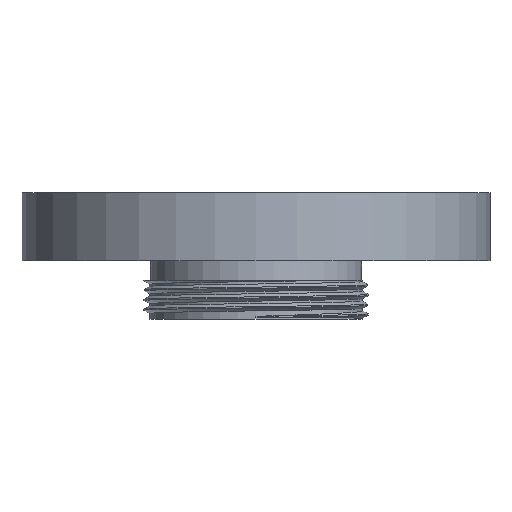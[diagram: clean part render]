
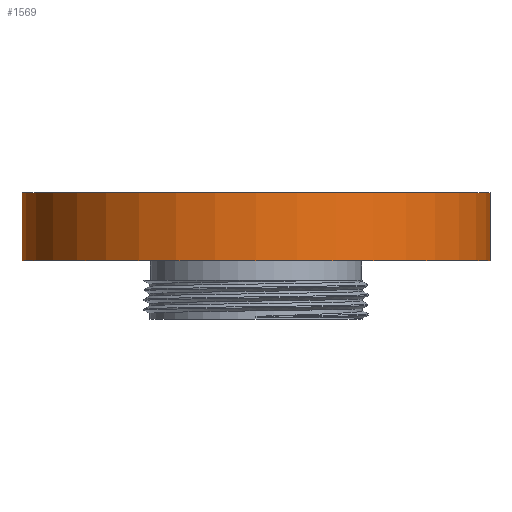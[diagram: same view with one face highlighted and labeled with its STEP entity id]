
A CAD part, front view. The second image highlights one B-rep face of the part: STEP entity #1569.
In plain terms, the highlighted cylindrical face has radius 12 mm (diameter 24 mm), a full revolution.
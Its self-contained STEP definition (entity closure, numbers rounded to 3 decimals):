
#1569 = ADVANCED_FACE('',(#1570),#1583,.T.);
#1570 = FACE_BOUND('',#1571,.F.);
#1571 = EDGE_LOOP('',(#1572,#1606,#1629,#1656));
#1572 = ORIENTED_EDGE('',*,*,#1573,.T.);
#1573 = EDGE_CURVE('',#1574,#1574,#1576,.T.);
#1574 = VERTEX_POINT('',#1575);
#1575 = CARTESIAN_POINT('',(12.,0.,3.));
#1576 = SURFACE_CURVE('',#1577,(#1582,#1594),.PCURVE_S1.);
#1577 = CIRCLE('',#1578,12.);
#1578 = AXIS2_PLACEMENT_3D('',#1579,#1580,#1581);
#1579 = CARTESIAN_POINT('',(0.,0.,3.));
#1580 = DIRECTION('',(0.,0.,-1.));
#1581 = DIRECTION('',(1.,0.,0.));
#1582 = PCURVE('',#1583,#1588);
#1583 = CYLINDRICAL_SURFACE('',#1584,12.);
#1584 = AXIS2_PLACEMENT_3D('',#1585,#1586,#1587);
#1585 = CARTESIAN_POINT('',(0.,0.,0.));
#1586 = DIRECTION('',(-0.,-0.,-1.));
#1587 = DIRECTION('',(1.,0.,0.));
#1588 = DEFINITIONAL_REPRESENTATION('',(#1589),#1593);
#1589 = LINE('',#1590,#1591);
#1590 = CARTESIAN_POINT('',(-6.283,-3.));
#1591 = VECTOR('',#1592,1.);
#1592 = DIRECTION('',(1.,-0.));
#1593 = ( GEOMETRIC_REPRESENTATION_CONTEXT(2) 
PARAMETRIC_REPRESENTATION_CONTEXT() REPRESENTATION_CONTEXT('2D SPACE',''
  ) );
#1594 = PCURVE('',#1595,#1600);
#1595 = PLANE('',#1596);
#1596 = AXIS2_PLACEMENT_3D('',#1597,#1598,#1599);
#1597 = CARTESIAN_POINT('',(0.,0.,3.));
#1598 = DIRECTION('',(-0.,-0.,-1.));
#1599 = DIRECTION('',(-1.,0.,0.));
#1600 = DEFINITIONAL_REPRESENTATION('',(#1601),#1605);
#1601 = CIRCLE('',#1602,12.);
#1602 = AXIS2_PLACEMENT_2D('',#1603,#1604);
#1603 = CARTESIAN_POINT('',(0.,0.));
#1604 = DIRECTION('',(-1.,0.));
#1605 = ( GEOMETRIC_REPRESENTATION_CONTEXT(2) 
PARAMETRIC_REPRESENTATION_CONTEXT() REPRESENTATION_CONTEXT('2D SPACE',''
  ) );
#1606 = ORIENTED_EDGE('',*,*,#1607,.T.);
#1607 = EDGE_CURVE('',#1574,#1608,#1610,.T.);
#1608 = VERTEX_POINT('',#1609);
#1609 = CARTESIAN_POINT('',(12.,0.,6.5));
#1610 = SEAM_CURVE('',#1611,(#1615,#1622),.PCURVE_S1.);
#1611 = LINE('',#1612,#1613);
#1612 = CARTESIAN_POINT('',(12.,0.,0.));
#1613 = VECTOR('',#1614,1.);
#1614 = DIRECTION('',(0.,0.,1.));
#1615 = PCURVE('',#1583,#1616);
#1616 = DEFINITIONAL_REPRESENTATION('',(#1617),#1621);
#1617 = LINE('',#1618,#1619);
#1618 = CARTESIAN_POINT('',(-6.283,0.));
#1619 = VECTOR('',#1620,1.);
#1620 = DIRECTION('',(-0.,-1.));
#1621 = ( GEOMETRIC_REPRESENTATION_CONTEXT(2) 
PARAMETRIC_REPRESENTATION_CONTEXT() REPRESENTATION_CONTEXT('2D SPACE',''
  ) );
#1622 = PCURVE('',#1583,#1623);
#1623 = DEFINITIONAL_REPRESENTATION('',(#1624),#1628);
#1624 = LINE('',#1625,#1626);
#1625 = CARTESIAN_POINT('',(-0.,0.));
#1626 = VECTOR('',#1627,1.);
#1627 = DIRECTION('',(-0.,-1.));
#1628 = ( GEOMETRIC_REPRESENTATION_CONTEXT(2) 
PARAMETRIC_REPRESENTATION_CONTEXT() REPRESENTATION_CONTEXT('2D SPACE',''
  ) );
#1629 = ORIENTED_EDGE('',*,*,#1630,.T.);
#1630 = EDGE_CURVE('',#1608,#1608,#1631,.T.);
#1631 = SURFACE_CURVE('',#1632,(#1637,#1644),.PCURVE_S1.);
#1632 = CIRCLE('',#1633,12.);
#1633 = AXIS2_PLACEMENT_3D('',#1634,#1635,#1636);
#1634 = CARTESIAN_POINT('',(0.,0.,6.5));
#1635 = DIRECTION('',(0.,0.,1.));
#1636 = DIRECTION('',(1.,0.,0.));
#1637 = PCURVE('',#1583,#1638);
#1638 = DEFINITIONAL_REPRESENTATION('',(#1639),#1643);
#1639 = LINE('',#1640,#1641);
#1640 = CARTESIAN_POINT('',(-0.,-6.5));
#1641 = VECTOR('',#1642,1.);
#1642 = DIRECTION('',(-1.,0.));
#1643 = ( GEOMETRIC_REPRESENTATION_CONTEXT(2) 
PARAMETRIC_REPRESENTATION_CONTEXT() REPRESENTATION_CONTEXT('2D SPACE',''
  ) );
#1644 = PCURVE('',#1645,#1650);
#1645 = PLANE('',#1646);
#1646 = AXIS2_PLACEMENT_3D('',#1647,#1648,#1649);
#1647 = CARTESIAN_POINT('',(0.,0.,6.5)
  );
#1648 = DIRECTION('',(0.,0.,1.));
#1649 = DIRECTION('',(1.,0.,-0.));
#1650 = DEFINITIONAL_REPRESENTATION('',(#1651),#1655);
#1651 = CIRCLE('',#1652,12.);
#1652 = AXIS2_PLACEMENT_2D('',#1653,#1654);
#1653 = CARTESIAN_POINT('',(0.,0.));
#1654 = DIRECTION('',(1.,0.));
#1655 = ( GEOMETRIC_REPRESENTATION_CONTEXT(2) 
PARAMETRIC_REPRESENTATION_CONTEXT() REPRESENTATION_CONTEXT('2D SPACE',''
  ) );
#1656 = ORIENTED_EDGE('',*,*,#1607,.F.);
